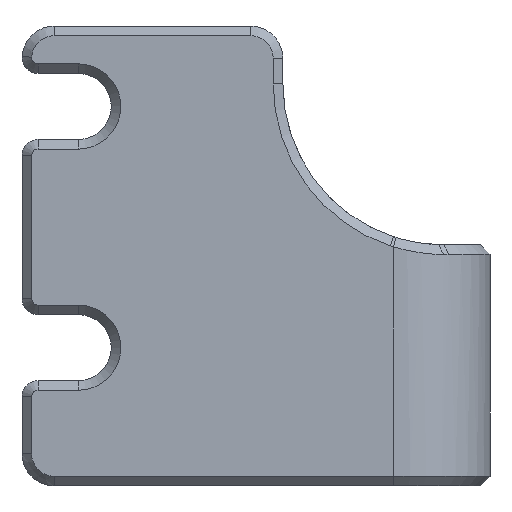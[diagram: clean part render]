
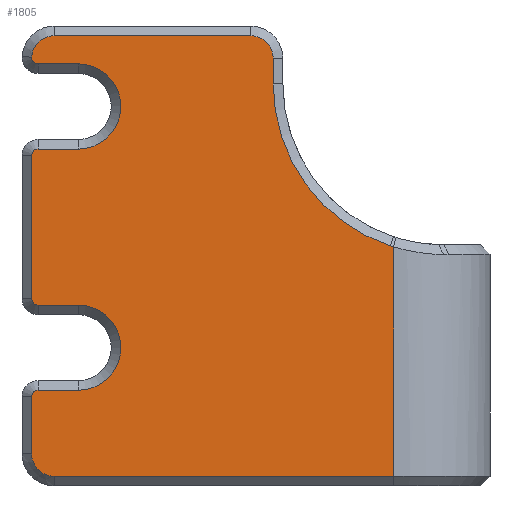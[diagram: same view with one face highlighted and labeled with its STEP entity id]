
A CAD part, front view. The second image highlights one B-rep face of the part: STEP entity #1805.
In plain terms, the highlighted planar face has unit normal (0, -1, 0).
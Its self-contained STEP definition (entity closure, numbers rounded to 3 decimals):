
#45=B_SPLINE_CURVE_WITH_KNOTS('',3,(#3336,#3337,#3338,#3339),
 .UNSPECIFIED.,.F.,.F.,(4,4),(-2.899,-2.881),
 .UNSPECIFIED.);
#90=PLANE('',#1978);
#196=FACE_OUTER_BOUND('',#309,.T.);
#309=EDGE_LOOP('',(#1442,#1443,#1444,#1445,#1446,#1447,#1448,#1449,#1450,
#1451,#1452,#1453,#1454,#1455,#1456,#1457,#1458,#1459,#1460,#1461,#1462));
#372=CIRCLE('',#1886,1.4);
#373=CIRCLE('',#1888,0.4);
#374=CIRCLE('',#1890,0.4);
#376=CIRCLE('',#1894,0.4);
#388=CIRCLE('',#1919,1.4);
#389=CIRCLE('',#1922,0.4);
#421=CIRCLE('',#1979,10.6);
#422=CIRCLE('',#1980,1.4);
#423=CIRCLE('',#1981,2.65);
#424=CIRCLE('',#1982,2.65);
#454=LINE('',#2600,#608);
#481=LINE('',#2681,#635);
#523=LINE('',#3324,#677);
#526=LINE('',#3334,#680);
#527=LINE('',#3343,#681);
#528=LINE('',#3346,#682);
#529=LINE('',#3348,#683);
#530=LINE('',#3351,#684);
#531=LINE('',#3353,#685);
#532=LINE('',#3356,#686);
#608=VECTOR('',#2098,10.);
#635=VECTOR('',#2181,10.);
#677=VECTOR('',#2333,10.);
#680=VECTOR('',#2342,10.);
#681=VECTOR('',#2345,10.);
#682=VECTOR('',#2348,10.);
#683=VECTOR('',#2349,10.);
#684=VECTOR('',#2352,10.);
#685=VECTOR('',#2353,10.);
#686=VECTOR('',#2356,10.);
#760=VERTEX_POINT('',#2580);
#761=VERTEX_POINT('',#2582);
#762=VERTEX_POINT('',#2586);
#763=VERTEX_POINT('',#2590);
#765=VERTEX_POINT('',#2593);
#767=VERTEX_POINT('',#2599);
#769=VERTEX_POINT('',#2605);
#791=VERTEX_POINT('',#2674);
#792=VERTEX_POINT('',#2676);
#793=VERTEX_POINT('',#2680);
#794=VERTEX_POINT('',#2684);
#856=VERTEX_POINT('',#3308);
#860=VERTEX_POINT('',#3319);
#861=VERTEX_POINT('',#3335);
#862=VERTEX_POINT('',#3340);
#863=VERTEX_POINT('',#3342);
#864=VERTEX_POINT('',#3344);
#865=VERTEX_POINT('',#3347);
#866=VERTEX_POINT('',#3349);
#867=VERTEX_POINT('',#3352);
#868=VERTEX_POINT('',#3354);
#922=EDGE_CURVE('',#760,#761,#372,.T.);
#925=EDGE_CURVE('',#762,#760,#373,.T.);
#927=EDGE_CURVE('',#763,#765,#374,.T.);
#930=EDGE_CURVE('',#765,#767,#454,.T.);
#933=EDGE_CURVE('',#767,#769,#376,.T.);
#968=EDGE_CURVE('',#791,#792,#388,.T.);
#970=EDGE_CURVE('',#792,#793,#481,.T.);
#972=EDGE_CURVE('',#793,#794,#389,.T.);
#1069=EDGE_CURVE('',#860,#856,#523,.T.);
#1073=EDGE_CURVE('',#856,#791,#526,.T.);
#1074=EDGE_CURVE('',#861,#860,#45,.T.);
#1075=EDGE_CURVE('',#862,#861,#421,.T.);
#1076=EDGE_CURVE('',#863,#862,#527,.T.);
#1077=EDGE_CURVE('',#864,#863,#422,.T.);
#1078=EDGE_CURVE('',#761,#864,#528,.T.);
#1079=EDGE_CURVE('',#865,#762,#529,.T.);
#1080=EDGE_CURVE('',#866,#865,#423,.T.);
#1081=EDGE_CURVE('',#769,#866,#530,.T.);
#1082=EDGE_CURVE('',#867,#763,#531,.T.);
#1083=EDGE_CURVE('',#868,#867,#424,.T.);
#1084=EDGE_CURVE('',#794,#868,#532,.T.);
#1442=ORIENTED_EDGE('',*,*,#1073,.F.);
#1443=ORIENTED_EDGE('',*,*,#1069,.F.);
#1444=ORIENTED_EDGE('',*,*,#1074,.F.);
#1445=ORIENTED_EDGE('',*,*,#1075,.F.);
#1446=ORIENTED_EDGE('',*,*,#1076,.F.);
#1447=ORIENTED_EDGE('',*,*,#1077,.F.);
#1448=ORIENTED_EDGE('',*,*,#1078,.F.);
#1449=ORIENTED_EDGE('',*,*,#922,.F.);
#1450=ORIENTED_EDGE('',*,*,#925,.F.);
#1451=ORIENTED_EDGE('',*,*,#1079,.F.);
#1452=ORIENTED_EDGE('',*,*,#1080,.F.);
#1453=ORIENTED_EDGE('',*,*,#1081,.F.);
#1454=ORIENTED_EDGE('',*,*,#933,.F.);
#1455=ORIENTED_EDGE('',*,*,#930,.F.);
#1456=ORIENTED_EDGE('',*,*,#927,.F.);
#1457=ORIENTED_EDGE('',*,*,#1082,.F.);
#1458=ORIENTED_EDGE('',*,*,#1083,.F.);
#1459=ORIENTED_EDGE('',*,*,#1084,.F.);
#1460=ORIENTED_EDGE('',*,*,#972,.F.);
#1461=ORIENTED_EDGE('',*,*,#970,.F.);
#1462=ORIENTED_EDGE('',*,*,#968,.F.);
#1805=ADVANCED_FACE('',(#196),#90,.F.);
#1886=AXIS2_PLACEMENT_3D('',#2583,#2080,#2081);
#1888=AXIS2_PLACEMENT_3D('',#2588,#2086,#2087);
#1890=AXIS2_PLACEMENT_3D('',#2594,#2091,#2092);
#1894=AXIS2_PLACEMENT_3D('',#2606,#2103,#2104);
#1919=AXIS2_PLACEMENT_3D('',#2677,#2176,#2177);
#1922=AXIS2_PLACEMENT_3D('',#2685,#2185,#2186);
#1978=AXIS2_PLACEMENT_3D('',#3333,#2340,#2341);
#1979=AXIS2_PLACEMENT_3D('',#3341,#2343,#2344);
#1980=AXIS2_PLACEMENT_3D('',#3345,#2346,#2347);
#1981=AXIS2_PLACEMENT_3D('',#3350,#2350,#2351);
#1982=AXIS2_PLACEMENT_3D('',#3355,#2354,#2355);
#2080=DIRECTION('center_axis',(0.,1.,0.));
#2081=DIRECTION('ref_axis',(-0.999,0.,0.05));
#2086=DIRECTION('center_axis',(0.,1.,0.));
#2087=DIRECTION('ref_axis',(-0.725,0.,-0.689));
#2091=DIRECTION('center_axis',(0.,1.,0.));
#2092=DIRECTION('ref_axis',(-0.707,0.,-0.707));
#2098=DIRECTION('',(0.,0.,1.));
#2103=DIRECTION('center_axis',(0.,1.,0.));
#2104=DIRECTION('ref_axis',(-0.707,0.,0.707));
#2176=DIRECTION('center_axis',(0.,1.,0.));
#2177=DIRECTION('ref_axis',(-0.707,0.,-0.707));
#2181=DIRECTION('',(0.,0.,1.));
#2185=DIRECTION('center_axis',(0.,1.,0.));
#2186=DIRECTION('ref_axis',(-0.707,0.,0.707));
#2333=DIRECTION('',(0.,0.,-1.));
#2340=DIRECTION('center_axis',(0.,1.,0.));
#2341=DIRECTION('ref_axis',(0.,0.,1.));
#2342=DIRECTION('',(-1.,0.,0.));
#2343=DIRECTION('center_axis',(0.,-1.,0.));
#2344=DIRECTION('ref_axis',(-0.707,0.,-0.707));
#2345=DIRECTION('',(0.,0.,-1.));
#2346=DIRECTION('center_axis',(0.,1.,0.));
#2347=DIRECTION('ref_axis',(0.707,0.,0.707));
#2348=DIRECTION('',(1.,0.,0.));
#2349=DIRECTION('',(-1.,0.,0.));
#2350=DIRECTION('center_axis',(0.,-1.,0.));
#2351=DIRECTION('ref_axis',(0.,0.,-1.));
#2352=DIRECTION('',(1.,0.,0.));
#2353=DIRECTION('',(-1.,0.,0.));
#2354=DIRECTION('center_axis',(0.,-1.,0.));
#2355=DIRECTION('ref_axis',(0.,0.,-1.));
#2356=DIRECTION('',(1.,0.,0.));
#2580=CARTESIAN_POINT('',(4.202,41.986,45.043));
#2582=CARTESIAN_POINT('',(5.6,41.986,46.373));
#2583=CARTESIAN_POINT('Origin',(5.6,41.986,44.973));
#2586=CARTESIAN_POINT('',(4.601,41.986,44.623));
#2588=CARTESIAN_POINT('Origin',(4.601,41.986,45.023));
#2590=CARTESIAN_POINT('',(4.6,41.986,29.623));
#2593=CARTESIAN_POINT('',(4.2,41.986,30.023));
#2594=CARTESIAN_POINT('Origin',(4.6,41.986,30.023));
#2599=CARTESIAN_POINT('',(4.2,41.986,38.923));
#2600=CARTESIAN_POINT('',(4.2,41.986,35.273));
#2605=CARTESIAN_POINT('',(4.6,41.986,39.323));
#2606=CARTESIAN_POINT('Origin',(4.6,41.986,38.923));
#2674=CARTESIAN_POINT('',(5.6,41.986,18.973));
#2676=CARTESIAN_POINT('',(4.2,41.986,20.373));
#2677=CARTESIAN_POINT('Origin',(5.6,41.986,20.373));
#2680=CARTESIAN_POINT('',(4.2,41.986,23.923));
#2681=CARTESIAN_POINT('',(4.2,41.986,35.273));
#2684=CARTESIAN_POINT('',(4.6,41.986,24.323));
#2685=CARTESIAN_POINT('Origin',(4.6,41.986,23.923));
#3308=CARTESIAN_POINT('',(26.712,41.986,18.973));
#3319=CARTESIAN_POINT('',(26.712,41.986,33.241));
#3324=CARTESIAN_POINT('',(26.712,41.986,37.473));
#3333=CARTESIAN_POINT('Origin',(17.431,41.986,48.573));
#3334=CARTESIAN_POINT('',(25.871,41.986,18.973));
#3335=CARTESIAN_POINT('',(26.525,41.986,33.301));
#3336=CARTESIAN_POINT('Ctrl Pts',(26.525,41.986,33.301));
#3337=CARTESIAN_POINT('Ctrl Pts',(26.586,41.986,33.28));
#3338=CARTESIAN_POINT('Ctrl Pts',(26.649,41.986,33.261));
#3339=CARTESIAN_POINT('Ctrl Pts',(26.712,41.986,33.241));
#3340=CARTESIAN_POINT('',(19.227,41.986,43.373));
#3341=CARTESIAN_POINT('Origin',(29.827,41.986,43.373));
#3342=CARTESIAN_POINT('',(19.227,41.986,44.973));
#3343=CARTESIAN_POINT('',(19.227,41.986,46.773));
#3344=CARTESIAN_POINT('',(17.827,41.986,46.373));
#3345=CARTESIAN_POINT('Origin',(17.827,41.986,44.973));
#3346=CARTESIAN_POINT('',(11.515,41.986,46.373));
#3347=CARTESIAN_POINT('',(7.1,41.986,44.623));
#3348=CARTESIAN_POINT('',(12.765,41.986,44.623));
#3349=CARTESIAN_POINT('',(7.1,41.986,39.323));
#3350=CARTESIAN_POINT('Origin',(7.1,41.986,41.973));
#3351=CARTESIAN_POINT('',(10.265,41.986,39.323));
#3352=CARTESIAN_POINT('',(7.1,41.986,29.623));
#3353=CARTESIAN_POINT('',(12.765,41.986,29.623));
#3354=CARTESIAN_POINT('',(7.1,41.986,24.323));
#3355=CARTESIAN_POINT('Origin',(7.1,41.986,26.973));
#3356=CARTESIAN_POINT('',(10.265,41.986,24.323));
